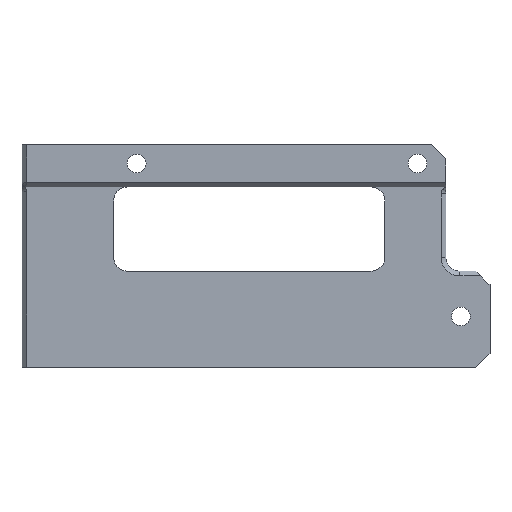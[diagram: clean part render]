
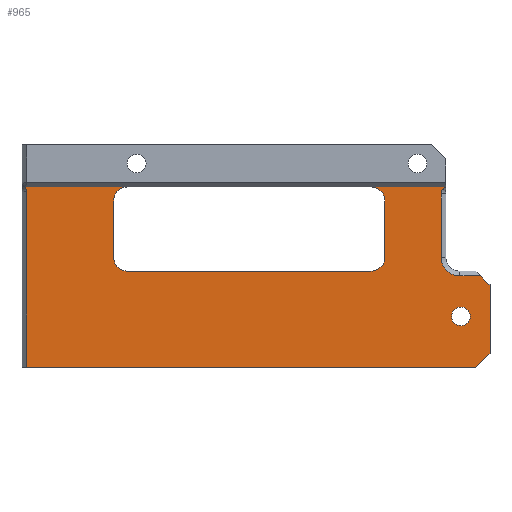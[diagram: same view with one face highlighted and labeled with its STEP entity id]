
A CAD part, left-side view. The second image highlights one B-rep face of the part: STEP entity #965.
In plain terms, the highlighted planar face has unit normal (-1, 0, 0).
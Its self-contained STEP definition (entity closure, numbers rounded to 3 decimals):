
#36=FACE_BOUND('',#97,.T.);
#45=FACE_OUTER_BOUND('',#96,.T.);
#96=EDGE_LOOP('',(#621,#622,#623,#624,#625,#626,#627,#628,#629,#630,#631,
#632,#633,#634,#635,#636,#637,#638,#639,#640,#641,#642,#643));
#97=EDGE_LOOP('',(#644));
#156=CIRCLE('',#1031,4.);
#157=CIRCLE('',#1032,1.5);
#158=CIRCLE('',#1033,3.);
#159=CIRCLE('',#1034,3.);
#160=CIRCLE('',#1035,3.);
#161=CIRCLE('',#1036,3.);
#162=CIRCLE('',#1037,1.);
#163=CIRCLE('',#1038,1.5);
#164=CIRCLE('',#1039,2.);
#187=LINE('',#1385,#290);
#188=LINE('',#1389,#291);
#189=LINE('',#1393,#292);
#190=LINE('',#1395,#293);
#191=LINE('',#1397,#294);
#192=LINE('',#1401,#295);
#193=LINE('',#1405,#296);
#194=LINE('',#1409,#297);
#195=LINE('',#1413,#298);
#196=LINE('',#1415,#299);
#197=LINE('',#1421,#300);
#198=LINE('',#1423,#301);
#199=LINE('',#1425,#302);
#200=LINE('',#1427,#303);
#201=LINE('',#1428,#304);
#290=VECTOR('',#1116,10.);
#291=VECTOR('',#1119,10.);
#292=VECTOR('',#1122,10.);
#293=VECTOR('',#1123,10.);
#294=VECTOR('',#1124,1.);
#295=VECTOR('',#1127,1.);
#296=VECTOR('',#1130,1.);
#297=VECTOR('',#1133,1.);
#298=VECTOR('',#1136,1.);
#299=VECTOR('',#1137,1.);
#300=VECTOR('',#1142,10.);
#301=VECTOR('',#1143,1.);
#302=VECTOR('',#1144,1.);
#303=VECTOR('',#1145,1.);
#304=VECTOR('',#1146,1.);
#393=VERTEX_POINT('',#1383);
#394=VERTEX_POINT('',#1384);
#395=VERTEX_POINT('',#1386);
#396=VERTEX_POINT('',#1388);
#397=VERTEX_POINT('',#1390);
#398=VERTEX_POINT('',#1392);
#399=VERTEX_POINT('',#1394);
#400=VERTEX_POINT('',#1396);
#401=VERTEX_POINT('',#1398);
#402=VERTEX_POINT('',#1400);
#403=VERTEX_POINT('',#1402);
#404=VERTEX_POINT('',#1404);
#405=VERTEX_POINT('',#1406);
#406=VERTEX_POINT('',#1408);
#407=VERTEX_POINT('',#1410);
#408=VERTEX_POINT('',#1412);
#409=VERTEX_POINT('',#1414);
#410=VERTEX_POINT('',#1416);
#411=VERTEX_POINT('',#1418);
#412=VERTEX_POINT('',#1420);
#413=VERTEX_POINT('',#1422);
#414=VERTEX_POINT('',#1424);
#415=VERTEX_POINT('',#1426);
#416=VERTEX_POINT('',#1429);
#483=EDGE_CURVE('',#393,#394,#187,.T.);
#484=EDGE_CURVE('',#394,#395,#156,.T.);
#485=EDGE_CURVE('',#395,#396,#188,.T.);
#486=EDGE_CURVE('',#396,#397,#157,.T.);
#487=EDGE_CURVE('',#397,#398,#189,.T.);
#488=EDGE_CURVE('',#399,#398,#190,.T.);
#489=EDGE_CURVE('',#400,#399,#191,.T.);
#490=EDGE_CURVE('',#400,#401,#158,.F.);
#491=EDGE_CURVE('',#401,#402,#192,.T.);
#492=EDGE_CURVE('',#403,#402,#159,.T.);
#493=EDGE_CURVE('',#403,#404,#193,.T.);
#494=EDGE_CURVE('',#405,#404,#160,.T.);
#495=EDGE_CURVE('',#405,#406,#194,.T.);
#496=EDGE_CURVE('',#407,#406,#161,.T.);
#497=EDGE_CURVE('',#408,#407,#195,.T.);
#498=EDGE_CURVE('',#409,#408,#196,.T.);
#499=EDGE_CURVE('',#410,#409,#162,.F.);
#500=EDGE_CURVE('',#410,#411,#163,.T.);
#501=EDGE_CURVE('',#411,#412,#197,.T.);
#502=EDGE_CURVE('',#412,#413,#198,.T.);
#503=EDGE_CURVE('',#414,#413,#199,.T.);
#504=EDGE_CURVE('',#414,#415,#200,.T.);
#505=EDGE_CURVE('',#393,#415,#201,.T.);
#506=EDGE_CURVE('',#416,#416,#164,.T.);
#621=ORIENTED_EDGE('',*,*,#483,.T.);
#622=ORIENTED_EDGE('',*,*,#484,.T.);
#623=ORIENTED_EDGE('',*,*,#485,.T.);
#624=ORIENTED_EDGE('',*,*,#486,.T.);
#625=ORIENTED_EDGE('',*,*,#487,.T.);
#626=ORIENTED_EDGE('',*,*,#488,.F.);
#627=ORIENTED_EDGE('',*,*,#489,.F.);
#628=ORIENTED_EDGE('',*,*,#490,.T.);
#629=ORIENTED_EDGE('',*,*,#491,.T.);
#630=ORIENTED_EDGE('',*,*,#492,.F.);
#631=ORIENTED_EDGE('',*,*,#493,.T.);
#632=ORIENTED_EDGE('',*,*,#494,.F.);
#633=ORIENTED_EDGE('',*,*,#495,.T.);
#634=ORIENTED_EDGE('',*,*,#496,.F.);
#635=ORIENTED_EDGE('',*,*,#497,.F.);
#636=ORIENTED_EDGE('',*,*,#498,.F.);
#637=ORIENTED_EDGE('',*,*,#499,.F.);
#638=ORIENTED_EDGE('',*,*,#500,.T.);
#639=ORIENTED_EDGE('',*,*,#501,.T.);
#640=ORIENTED_EDGE('',*,*,#502,.T.);
#641=ORIENTED_EDGE('',*,*,#503,.F.);
#642=ORIENTED_EDGE('',*,*,#504,.T.);
#643=ORIENTED_EDGE('',*,*,#505,.F.);
#644=ORIENTED_EDGE('',*,*,#506,.F.);
#897=PLANE('',#1030);
#965=ADVANCED_FACE('',(#45,#36),#897,.T.);
#1030=AXIS2_PLACEMENT_3D('',#1382,#1114,#1115);
#1031=AXIS2_PLACEMENT_3D('',#1387,#1117,#1118);
#1032=AXIS2_PLACEMENT_3D('',#1391,#1120,#1121);
#1033=AXIS2_PLACEMENT_3D('',#1399,#1125,#1126);
#1034=AXIS2_PLACEMENT_3D('',#1403,#1128,#1129);
#1035=AXIS2_PLACEMENT_3D('',#1407,#1131,#1132);
#1036=AXIS2_PLACEMENT_3D('',#1411,#1134,#1135);
#1037=AXIS2_PLACEMENT_3D('',#1417,#1138,#1139);
#1038=AXIS2_PLACEMENT_3D('',#1419,#1140,#1141);
#1039=AXIS2_PLACEMENT_3D('',#1430,#1147,#1148);
#1114=DIRECTION('center_axis',(-1.,0.,0.));
#1115=DIRECTION('ref_axis',(0.,0.,1.));
#1116=DIRECTION('',(0.,1.,0.));
#1117=DIRECTION('center_axis',(1.,0.,0.));
#1118=DIRECTION('ref_axis',(0.,0.,-1.));
#1119=DIRECTION('',(0.,0.,1.));
#1120=DIRECTION('center_axis',(1.,0.,0.));
#1121=DIRECTION('ref_axis',(0.,1.,0.));
#1122=DIRECTION('',(0.,0.,1.));
#1123=DIRECTION('',(0.,-1.,0.));
#1124=DIRECTION('',(0.,-1.,0.));
#1125=DIRECTION('center_axis',(-1.,0.,0.));
#1126=DIRECTION('ref_axis',(0.,-0.707,0.707));
#1127=DIRECTION('',(0.,0.,-1.));
#1128=DIRECTION('center_axis',(-1.,0.,0.));
#1129=DIRECTION('ref_axis',(0.,-0.707,-0.707));
#1130=DIRECTION('',(0.,1.,0.));
#1131=DIRECTION('center_axis',(-1.,0.,0.));
#1132=DIRECTION('ref_axis',(0.,0.707,-0.707));
#1133=DIRECTION('',(0.,0.,1.));
#1134=DIRECTION('center_axis',(-1.,0.,0.));
#1135=DIRECTION('ref_axis',(0.,0.707,0.707));
#1136=DIRECTION('',(0.,-1.,0.));
#1137=DIRECTION('',(0.,-1.,0.));
#1138=DIRECTION('center_axis',(1.,0.,0.));
#1139=DIRECTION('ref_axis',(0.,0.707,-0.707));
#1140=DIRECTION('center_axis',(1.,0.,0.));
#1141=DIRECTION('ref_axis',(0.,-1.,0.));
#1142=DIRECTION('',(0.,0.,-1.));
#1143=DIRECTION('',(0.,-1.,0.));
#1144=DIRECTION('',(0.,0.707,-0.707));
#1145=DIRECTION('',(0.,0.,1.));
#1146=DIRECTION('',(0.,-0.707,-0.707));
#1147=DIRECTION('center_axis',(-1.,0.,0.));
#1148=DIRECTION('ref_axis',(0.,1.,0.));
#1382=CARTESIAN_POINT('Origin',(7.,50.,-47.5));
#1383=CARTESIAN_POINT('',(7.,-48.,-28.));
#1384=CARTESIAN_POINT('',(7.,-43.558,-28.));
#1385=CARTESIAN_POINT('',(7.,1.5,-28.));
#1386=CARTESIAN_POINT('',(7.,-39.558,-24.));
#1387=CARTESIAN_POINT('Origin',(7.,-43.558,-24.));
#1388=CARTESIAN_POINT('',(7.,-39.558,-10.5));
#1389=CARTESIAN_POINT('',(7.,-39.558,-35.75));
#1390=CARTESIAN_POINT('',(7.,-40.558,-9.086));
#1391=CARTESIAN_POINT('Origin',(7.,-41.058,-10.5));
#1392=CARTESIAN_POINT('',(7.,-40.558,-9.));
#1393=CARTESIAN_POINT('',(7.,-40.558,-23.75));
#1394=CARTESIAN_POINT('',(7.,-27.558,-9.));
#1395=CARTESIAN_POINT('',(7.,-34.058,-9.));
#1396=CARTESIAN_POINT('',(7.,-24.558,-9.));
#1397=CARTESIAN_POINT('',(7.,50.,-9.));
#1398=CARTESIAN_POINT('',(7.,-27.558,-12.));
#1399=CARTESIAN_POINT('Origin',(7.,-24.558,-12.));
#1400=CARTESIAN_POINT('',(7.,-27.558,-24.));
#1401=CARTESIAN_POINT('',(7.,-27.558,-37.25));
#1402=CARTESIAN_POINT('',(7.,-24.558,-27.));
#1403=CARTESIAN_POINT('Origin',(7.,-24.558,-24.));
#1404=CARTESIAN_POINT('',(7.,27.442,-27.));
#1405=CARTESIAN_POINT('',(7.,40.221,-27.));
#1406=CARTESIAN_POINT('',(7.,30.442,-24.));
#1407=CARTESIAN_POINT('Origin',(7.,27.442,-24.));
#1408=CARTESIAN_POINT('',(7.,30.442,-12.));
#1409=CARTESIAN_POINT('',(7.,30.442,-28.25));
#1410=CARTESIAN_POINT('',(7.,27.442,-9.));
#1411=CARTESIAN_POINT('Origin',(7.,27.442,-12.));
#1412=CARTESIAN_POINT('',(7.,30.442,-9.));
#1413=CARTESIAN_POINT('',(7.,50.,-9.));
#1414=CARTESIAN_POINT('',(7.,49.,-9.));
#1415=CARTESIAN_POINT('',(7.,50.,-9.));
#1416=CARTESIAN_POINT('',(7.,49.6,-8.8));
#1417=CARTESIAN_POINT('Origin',(7.,49.,-8.));
#1418=CARTESIAN_POINT('',(7.,49.,-10.));
#1419=CARTESIAN_POINT('Origin',(7.,50.5,-10.));
#1420=CARTESIAN_POINT('',(7.,49.,-47.5));
#1421=CARTESIAN_POINT('',(7.,49.,-47.5));
#1422=CARTESIAN_POINT('',(7.,-47.,-47.5));
#1423=CARTESIAN_POINT('',(7.,50.,-47.5));
#1424=CARTESIAN_POINT('',(7.,-50.,-44.5));
#1425=CARTESIAN_POINT('',(7.,-23.5,-71.));
#1426=CARTESIAN_POINT('',(7.,-50.,-30.));
#1427=CARTESIAN_POINT('',(7.,-50.,-47.5));
#1428=CARTESIAN_POINT('',(7.,-28.625,-8.625));
#1429=CARTESIAN_POINT('',(7.,-45.78,-36.667));
#1430=CARTESIAN_POINT('Origin',(7.,-43.78,-36.667));
